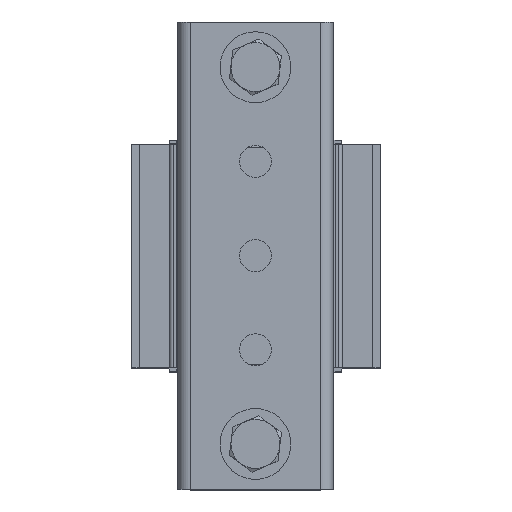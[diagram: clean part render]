
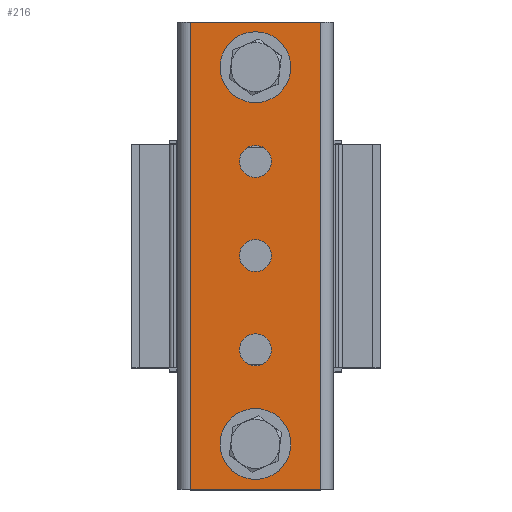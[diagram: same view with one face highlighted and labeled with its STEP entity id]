
A CAD part, top view. The second image highlights one B-rep face of the part: STEP entity #216.
In plain terms, the highlighted planar face has unit normal (0, 0, 1).
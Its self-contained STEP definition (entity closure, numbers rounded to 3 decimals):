
#216=ADVANCED_FACE('',(#796,#797,#798,#799,#800,#801),#802,.F.);
#796=FACE_OUTER_BOUND('',#1988,.T.);
#797=FACE_BOUND('',#1989,.T.);
#798=FACE_BOUND('',#1990,.T.);
#799=FACE_BOUND('',#1991,.T.);
#800=FACE_BOUND('',#1992,.T.);
#801=FACE_BOUND('',#1993,.T.);
#802=PLANE('',#1994);
#1988=EDGE_LOOP('',(#3205,#3206,#3207,#3208));
#1989=EDGE_LOOP('',(#3209,#3210));
#1990=EDGE_LOOP('',(#3211,#3212));
#1991=EDGE_LOOP('',(#3213,#3214));
#1992=EDGE_LOOP('',(#3215,#3216));
#1993=EDGE_LOOP('',(#3217,#3218));
#1994=AXIS2_PLACEMENT_3D('',#3219,#3220,#3221);
#3205=ORIENTED_EDGE('',*,*,#7924,.F.);
#3206=ORIENTED_EDGE('',*,*,#7925,.F.);
#3207=ORIENTED_EDGE('',*,*,#7926,.F.);
#3208=ORIENTED_EDGE('',*,*,#7927,.F.);
#3209=ORIENTED_EDGE('',*,*,#7928,.F.);
#3210=ORIENTED_EDGE('',*,*,#7906,.F.);
#3211=ORIENTED_EDGE('',*,*,#7929,.F.);
#3212=ORIENTED_EDGE('',*,*,#7910,.F.);
#3213=ORIENTED_EDGE('',*,*,#7930,.F.);
#3214=ORIENTED_EDGE('',*,*,#7914,.F.);
#3215=ORIENTED_EDGE('',*,*,#7931,.F.);
#3216=ORIENTED_EDGE('',*,*,#7918,.F.);
#3217=ORIENTED_EDGE('',*,*,#7932,.F.);
#3218=ORIENTED_EDGE('',*,*,#7922,.F.);
#3219=CARTESIAN_POINT('',(14.446,59.858,36.156));
#3220=DIRECTION('',(0.,0.,-1.0));
#3221=DIRECTION('',(-1.0,0.0,0.));
#7906=EDGE_CURVE('',#9413,#9415,#9416,.T.);
#7910=EDGE_CURVE('',#9421,#9423,#9424,.T.);
#7914=EDGE_CURVE('',#9429,#9431,#9432,.T.);
#7918=EDGE_CURVE('',#9437,#9439,#9440,.T.);
#7922=EDGE_CURVE('',#9445,#9447,#9448,.T.);
#7924=EDGE_CURVE('',#9450,#9451,#9452,.T.);
#7925=EDGE_CURVE('',#9453,#9450,#9454,.T.);
#7926=EDGE_CURVE('',#9455,#9453,#9456,.T.);
#7927=EDGE_CURVE('',#9451,#9455,#9457,.T.);
#7928=EDGE_CURVE('',#9415,#9413,#9458,.T.);
#7929=EDGE_CURVE('',#9423,#9421,#9459,.T.);
#7930=EDGE_CURVE('',#9431,#9429,#9460,.T.);
#7931=EDGE_CURVE('',#9439,#9437,#9461,.T.);
#7932=EDGE_CURVE('',#9447,#9445,#9462,.T.);
#9413=VERTEX_POINT('',#11895);
#9415=VERTEX_POINT('',#11898);
#9416=CIRCLE('',#11899,4.25);
#9421=VERTEX_POINT('',#11905);
#9423=VERTEX_POINT('',#11908);
#9424=CIRCLE('',#11909,4.25);
#9429=VERTEX_POINT('',#11915);
#9431=VERTEX_POINT('',#11918);
#9432=CIRCLE('',#11919,4.25);
#9437=VERTEX_POINT('',#11925);
#9439=VERTEX_POINT('',#11928);
#9440=CIRCLE('',#11929,4.25);
#9445=VERTEX_POINT('',#11935);
#9447=VERTEX_POINT('',#11938);
#9448=CIRCLE('',#11939,4.25);
#9450=VERTEX_POINT('',#11942);
#9451=VERTEX_POINT('',#11943);
#9452=LINE('',#11944,#11945);
#9453=VERTEX_POINT('',#11946);
#9454=LINE('',#11947,#11948);
#9455=VERTEX_POINT('',#11949);
#9456=LINE('',#11950,#11951);
#9457=LINE('',#11952,#11953);
#9458=CIRCLE('',#11954,4.25);
#9459=CIRCLE('',#11955,4.25);
#9460=CIRCLE('',#11956,4.25);
#9461=CIRCLE('',#11957,4.25);
#9462=CIRCLE('',#11958,4.25);
#11895=CARTESIAN_POINT('',(-6.154,52.108,36.156));
#11898=CARTESIAN_POINT('',(-6.154,43.608,36.156));
#11899=AXIS2_PLACEMENT_3D('',#15860,#15861,#15862);
#11905=CARTESIAN_POINT('',(-6.154,27.108,36.156));
#11908=CARTESIAN_POINT('',(-6.154,18.608,36.156));
#11909=AXIS2_PLACEMENT_3D('',#15868,#15869,#15870);
#11915=CARTESIAN_POINT('',(-6.154,2.108,36.156));
#11918=CARTESIAN_POINT('',(-6.154,-6.392,36.156));
#11919=AXIS2_PLACEMENT_3D('',#15876,#15877,#15878);
#11925=CARTESIAN_POINT('',(-6.154,-47.892,36.156));
#11928=CARTESIAN_POINT('',(-6.154,-56.392,36.156));
#11929=AXIS2_PLACEMENT_3D('',#15884,#15885,#15886);
#11935=CARTESIAN_POINT('',(-6.154,-22.892,36.156));
#11938=CARTESIAN_POINT('',(-6.154,-31.392,36.156));
#11939=AXIS2_PLACEMENT_3D('',#15892,#15893,#15894);
#11942=CARTESIAN_POINT('',(11.146,59.858,36.156));
#11943=CARTESIAN_POINT('',(11.146,-64.142,36.156));
#11944=CARTESIAN_POINT('',(11.146,59.858,36.156));
#11945=VECTOR('',#15896,1000.0);
#11946=CARTESIAN_POINT('',(-23.454,59.858,36.156));
#11947=CARTESIAN_POINT('',(14.446,59.858,36.156));
#11948=VECTOR('',#15897,1000.0);
#11949=CARTESIAN_POINT('',(-23.454,-64.142,36.156));
#11950=CARTESIAN_POINT('',(-23.454,59.858,36.156));
#11951=VECTOR('',#15898,1000.0);
#11952=CARTESIAN_POINT('',(14.446,-64.142,36.156));
#11953=VECTOR('',#15899,1000.0);
#11954=AXIS2_PLACEMENT_3D('',#15900,#15901,#15902);
#11955=AXIS2_PLACEMENT_3D('',#15903,#15904,#15905);
#11956=AXIS2_PLACEMENT_3D('',#15906,#15907,#15908);
#11957=AXIS2_PLACEMENT_3D('',#15909,#15910,#15911);
#11958=AXIS2_PLACEMENT_3D('',#15912,#15913,#15914);
#15860=CARTESIAN_POINT('',(-6.154,47.858,36.156));
#15861=DIRECTION('',(-0.0,0.0,1.0));
#15862=DIRECTION('',(0.0,-1.0,0.0));
#15868=CARTESIAN_POINT('',(-6.154,22.858,36.156));
#15869=DIRECTION('',(-0.0,0.0,1.0));
#15870=DIRECTION('',(0.0,-1.0,0.0));
#15876=CARTESIAN_POINT('',(-6.154,-2.142,36.156));
#15877=DIRECTION('',(0.,0.0,1.0));
#15878=DIRECTION('',(0.0,-1.0,0.0));
#15884=CARTESIAN_POINT('',(-6.154,-52.142,36.156));
#15885=DIRECTION('',(-0.0,0.0,1.0));
#15886=DIRECTION('',(0.0,-1.0,0.0));
#15892=CARTESIAN_POINT('',(-6.154,-27.142,36.156));
#15893=DIRECTION('',(-0.0,0.0,1.0));
#15894=DIRECTION('',(0.0,-1.0,0.0));
#15896=DIRECTION('',(-0.0,-1.0,0.));
#15897=DIRECTION('',(1.0,0.,0.));
#15898=DIRECTION('',(0.0,1.0,0.));
#15899=DIRECTION('',(-1.0,0.,0.));
#15900=CARTESIAN_POINT('',(-6.154,47.858,36.156));
#15901=DIRECTION('',(-0.0,0.0,1.0));
#15902=DIRECTION('',(0.0,-1.0,0.0));
#15903=CARTESIAN_POINT('',(-6.154,22.858,36.156));
#15904=DIRECTION('',(-0.0,0.0,1.0));
#15905=DIRECTION('',(0.0,-1.0,0.0));
#15906=CARTESIAN_POINT('',(-6.154,-2.142,36.156));
#15907=DIRECTION('',(0.,0.0,1.0));
#15908=DIRECTION('',(0.0,-1.0,0.0));
#15909=CARTESIAN_POINT('',(-6.154,-52.142,36.156));
#15910=DIRECTION('',(-0.0,0.0,1.0));
#15911=DIRECTION('',(0.0,-1.0,0.0));
#15912=CARTESIAN_POINT('',(-6.154,-27.142,36.156));
#15913=DIRECTION('',(-0.0,0.0,1.0));
#15914=DIRECTION('',(0.0,-1.0,0.0));
